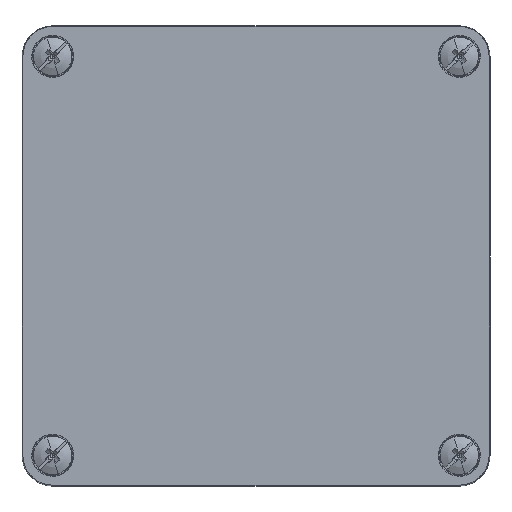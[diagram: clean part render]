
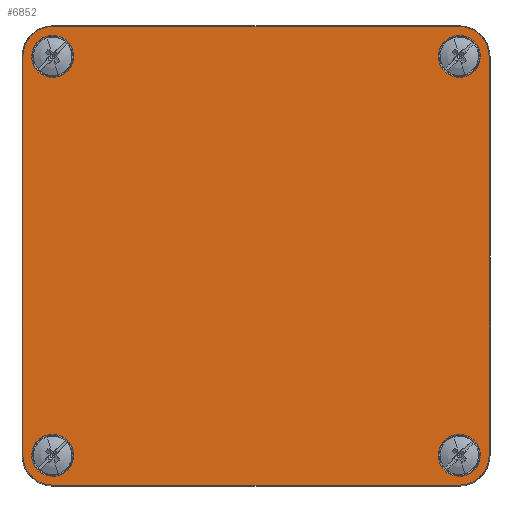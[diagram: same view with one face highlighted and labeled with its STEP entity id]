
A CAD part, top view. The second image highlights one B-rep face of the part: STEP entity #6852.
In plain terms, the highlighted planar face has unit normal (0, 0, 1).
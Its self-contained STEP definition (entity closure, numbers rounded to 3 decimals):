
#6618=AXIS2_PLACEMENT_3D('Circle Axis2P3D',#6616,#6617,$) ;
#6666=AXIS2_PLACEMENT_3D('Circle Axis2P3D',#6664,#6665,$) ;
#6714=AXIS2_PLACEMENT_3D('Circle Axis2P3D',#6712,#6713,$) ;
#6755=AXIS2_PLACEMENT_3D('Circle Axis2P3D',#6753,#6754,$) ;
#6768=AXIS2_PLACEMENT_3D('Plane Axis2P3D',#6765,#6766,#6767) ;
#6782=AXIS2_PLACEMENT_3D('Circle Axis2P3D',#6780,#6781,$) ;
#6791=AXIS2_PLACEMENT_3D('Circle Axis2P3D',#6789,#6790,$) ;
#6800=AXIS2_PLACEMENT_3D('Circle Axis2P3D',#6798,#6799,$) ;
#6809=AXIS2_PLACEMENT_3D('Circle Axis2P3D',#6807,#6808,$) ;
#6818=AXIS2_PLACEMENT_3D('Circle Axis2P3D',#6816,#6817,$) ;
#6827=AXIS2_PLACEMENT_3D('Circle Axis2P3D',#6825,#6826,$) ;
#6836=AXIS2_PLACEMENT_3D('Circle Axis2P3D',#6834,#6835,$) ;
#6845=AXIS2_PLACEMENT_3D('Circle Axis2P3D',#6843,#6844,$) ;
#6578=CARTESIAN_POINT('Line Origine',(121.782,60.,91.)) ;
#6582=CARTESIAN_POINT('Vertex',(121.782,8.,91.)) ;
#6584=CARTESIAN_POINT('Vertex',(121.782,112.,91.)) ;
#6613=CARTESIAN_POINT('Vertex',(114.,0.218,91.)) ;
#6616=CARTESIAN_POINT('Axis2P3D Location',(114.,8.,91.)) ;
#6633=CARTESIAN_POINT('Line Origine',(61.,0.218,91.)) ;
#6637=CARTESIAN_POINT('Vertex',(8.,0.218,91.)) ;
#6661=CARTESIAN_POINT('Vertex',(0.218,8.,91.)) ;
#6664=CARTESIAN_POINT('Axis2P3D Location',(8.,8.,91.)) ;
#6681=CARTESIAN_POINT('Line Origine',(0.218,60.,91.)) ;
#6685=CARTESIAN_POINT('Vertex',(0.218,112.,91.)) ;
#6709=CARTESIAN_POINT('Vertex',(8.,119.782,91.)) ;
#6712=CARTESIAN_POINT('Axis2P3D Location',(8.,112.,91.)) ;
#6729=CARTESIAN_POINT('Line Origine',(61.,119.782,91.)) ;
#6733=CARTESIAN_POINT('Vertex',(114.,119.782,91.)) ;
#6753=CARTESIAN_POINT('Axis2P3D Location',(114.,112.,91.)) ;
#6765=CARTESIAN_POINT('Axis2P3D Location',(61.,60.,91.)) ;
#6780=CARTESIAN_POINT('Axis2P3D Location',(8.,8.,91.)) ;
#6784=CARTESIAN_POINT('Vertex',(5.384,12.789,91.)) ;
#6786=CARTESIAN_POINT('Vertex',(10.616,3.211,91.)) ;
#6789=CARTESIAN_POINT('Axis2P3D Location',(8.,8.,91.)) ;
#6798=CARTESIAN_POINT('Axis2P3D Location',(114.,8.,91.)) ;
#6802=CARTESIAN_POINT('Vertex',(116.616,3.211,91.)) ;
#6804=CARTESIAN_POINT('Vertex',(111.384,12.789,91.)) ;
#6807=CARTESIAN_POINT('Axis2P3D Location',(114.,8.,91.)) ;
#6816=CARTESIAN_POINT('Axis2P3D Location',(8.,112.,91.)) ;
#6820=CARTESIAN_POINT('Vertex',(10.616,107.211,91.)) ;
#6822=CARTESIAN_POINT('Vertex',(5.384,116.789,91.)) ;
#6825=CARTESIAN_POINT('Axis2P3D Location',(8.,112.,91.)) ;
#6834=CARTESIAN_POINT('Axis2P3D Location',(114.,112.,91.)) ;
#6838=CARTESIAN_POINT('Vertex',(116.616,107.211,91.)) ;
#6840=CARTESIAN_POINT('Vertex',(111.384,116.789,91.)) ;
#6843=CARTESIAN_POINT('Axis2P3D Location',(114.,112.,91.)) ;
#6579=DIRECTION('Vector Direction',(0.,1.,0.)) ;
#6617=DIRECTION('Axis2P3D Direction',(0.,0.,-1.)) ;
#6634=DIRECTION('Vector Direction',(1.,0.,0.)) ;
#6665=DIRECTION('Axis2P3D Direction',(0.,0.,-1.)) ;
#6682=DIRECTION('Vector Direction',(0.,-1.,0.)) ;
#6713=DIRECTION('Axis2P3D Direction',(0.,0.,-1.)) ;
#6730=DIRECTION('Vector Direction',(-1.,0.,0.)) ;
#6754=DIRECTION('Axis2P3D Direction',(0.,0.,-1.)) ;
#6766=DIRECTION('Axis2P3D Direction',(0.,0.,-1.)) ;
#6767=DIRECTION('Axis2P3D XDirection',(1.,0.,0.)) ;
#6781=DIRECTION('Axis2P3D Direction',(0.,0.,-1.)) ;
#6790=DIRECTION('Axis2P3D Direction',(0.,0.,-1.)) ;
#6799=DIRECTION('Axis2P3D Direction',(0.,0.,-1.)) ;
#6808=DIRECTION('Axis2P3D Direction',(0.,0.,-1.)) ;
#6817=DIRECTION('Axis2P3D Direction',(0.,0.,-1.)) ;
#6826=DIRECTION('Axis2P3D Direction',(0.,0.,-1.)) ;
#6835=DIRECTION('Axis2P3D Direction',(0.,0.,-1.)) ;
#6844=DIRECTION('Axis2P3D Direction',(0.,0.,-1.)) ;
#6580=VECTOR('Line Direction',#6579,1.) ;
#6635=VECTOR('Line Direction',#6634,1.) ;
#6683=VECTOR('Line Direction',#6682,1.) ;
#6731=VECTOR('Line Direction',#6730,1.) ;
#6771=ORIENTED_EDGE('',*,*,#6735,.T.) ;
#6772=ORIENTED_EDGE('',*,*,#6716,.T.) ;
#6773=ORIENTED_EDGE('',*,*,#6687,.T.) ;
#6774=ORIENTED_EDGE('',*,*,#6668,.T.) ;
#6775=ORIENTED_EDGE('',*,*,#6639,.T.) ;
#6776=ORIENTED_EDGE('',*,*,#6620,.T.) ;
#6777=ORIENTED_EDGE('',*,*,#6586,.T.) ;
#6778=ORIENTED_EDGE('',*,*,#6757,.T.) ;
#6795=ORIENTED_EDGE('',*,*,#6788,.T.) ;
#6796=ORIENTED_EDGE('',*,*,#6793,.T.) ;
#6813=ORIENTED_EDGE('',*,*,#6806,.T.) ;
#6814=ORIENTED_EDGE('',*,*,#6811,.T.) ;
#6831=ORIENTED_EDGE('',*,*,#6824,.T.) ;
#6832=ORIENTED_EDGE('',*,*,#6829,.T.) ;
#6849=ORIENTED_EDGE('',*,*,#6842,.T.) ;
#6850=ORIENTED_EDGE('',*,*,#6847,.T.) ;
#6797=FACE_BOUND('',#6794,.T.) ;
#6815=FACE_BOUND('',#6812,.T.) ;
#6833=FACE_BOUND('',#6830,.T.) ;
#6851=FACE_BOUND('',#6848,.T.) ;
#6852=ADVANCED_FACE('Cover',(#6779,#6797,#6815,#6833,#6851),#6769,.F.) ;
#6619=CIRCLE('generated circle',#6618,7.782) ;
#6667=CIRCLE('generated circle',#6666,7.782) ;
#6715=CIRCLE('generated circle',#6714,7.782) ;
#6756=CIRCLE('generated circle',#6755,7.782) ;
#6783=CIRCLE('generated circle',#6782,5.457) ;
#6792=CIRCLE('generated circle',#6791,5.457) ;
#6801=CIRCLE('generated circle',#6800,5.457) ;
#6810=CIRCLE('generated circle',#6809,5.457) ;
#6819=CIRCLE('generated circle',#6818,5.457) ;
#6828=CIRCLE('generated circle',#6827,5.457) ;
#6837=CIRCLE('generated circle',#6836,5.457) ;
#6846=CIRCLE('generated circle',#6845,5.457) ;
#6586=EDGE_CURVE('',#6583,#6585,#6581,.T.) ;
#6620=EDGE_CURVE('',#6614,#6583,#6619,.F.) ;
#6639=EDGE_CURVE('',#6638,#6614,#6636,.T.) ;
#6668=EDGE_CURVE('',#6662,#6638,#6667,.F.) ;
#6687=EDGE_CURVE('',#6686,#6662,#6684,.T.) ;
#6716=EDGE_CURVE('',#6710,#6686,#6715,.F.) ;
#6735=EDGE_CURVE('',#6734,#6710,#6732,.T.) ;
#6757=EDGE_CURVE('',#6585,#6734,#6756,.F.) ;
#6788=EDGE_CURVE('',#6785,#6787,#6783,.T.) ;
#6793=EDGE_CURVE('',#6787,#6785,#6792,.T.) ;
#6806=EDGE_CURVE('',#6803,#6805,#6801,.T.) ;
#6811=EDGE_CURVE('',#6805,#6803,#6810,.T.) ;
#6824=EDGE_CURVE('',#6821,#6823,#6819,.T.) ;
#6829=EDGE_CURVE('',#6823,#6821,#6828,.T.) ;
#6842=EDGE_CURVE('',#6839,#6841,#6837,.T.) ;
#6847=EDGE_CURVE('',#6841,#6839,#6846,.T.) ;
#6770=EDGE_LOOP('',(#6771,#6772,#6773,#6774,#6775,#6776,#6777,#6778)) ;
#6794=EDGE_LOOP('',(#6795,#6796)) ;
#6812=EDGE_LOOP('',(#6813,#6814)) ;
#6830=EDGE_LOOP('',(#6831,#6832)) ;
#6848=EDGE_LOOP('',(#6849,#6850)) ;
#6779=FACE_OUTER_BOUND('',#6770,.T.) ;
#6581=LINE('Line',#6578,#6580) ;
#6636=LINE('Line',#6633,#6635) ;
#6684=LINE('Line',#6681,#6683) ;
#6732=LINE('Line',#6729,#6731) ;
#6769=PLANE('',#6768) ;
#6583=VERTEX_POINT('',#6582) ;
#6585=VERTEX_POINT('',#6584) ;
#6614=VERTEX_POINT('',#6613) ;
#6638=VERTEX_POINT('',#6637) ;
#6662=VERTEX_POINT('',#6661) ;
#6686=VERTEX_POINT('',#6685) ;
#6710=VERTEX_POINT('',#6709) ;
#6734=VERTEX_POINT('',#6733) ;
#6785=VERTEX_POINT('',#6784) ;
#6787=VERTEX_POINT('',#6786) ;
#6803=VERTEX_POINT('',#6802) ;
#6805=VERTEX_POINT('',#6804) ;
#6821=VERTEX_POINT('',#6820) ;
#6823=VERTEX_POINT('',#6822) ;
#6839=VERTEX_POINT('',#6838) ;
#6841=VERTEX_POINT('',#6840) ;
